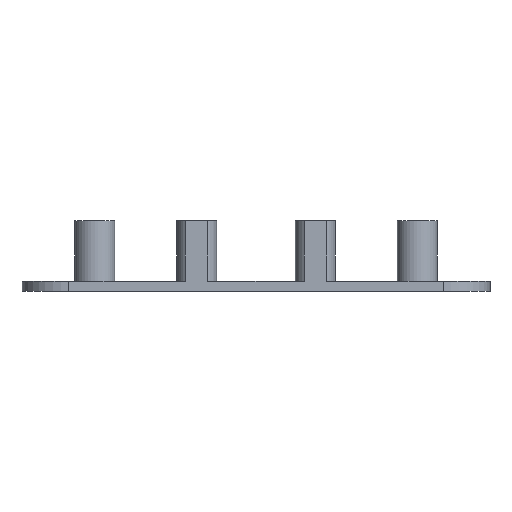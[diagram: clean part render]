
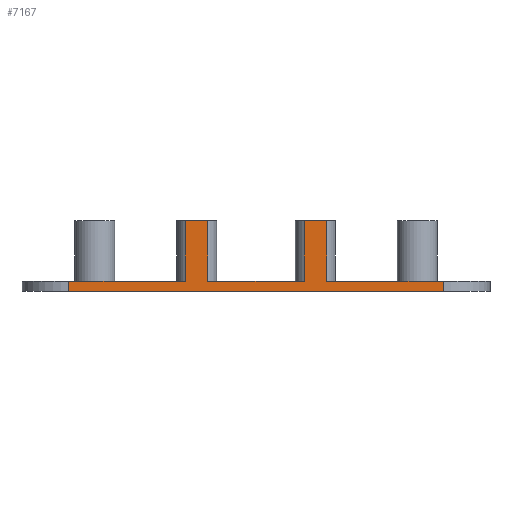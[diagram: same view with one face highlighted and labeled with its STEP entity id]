
A CAD part, front view. The second image highlights one B-rep face of the part: STEP entity #7167.
In plain terms, the highlighted planar face has unit normal (0, -1, 0).
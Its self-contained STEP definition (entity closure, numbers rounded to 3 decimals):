
#540=FACE_OUTER_BOUND('',#936,.T.);
#936=EDGE_LOOP('',(#6178,#6179,#6180,#6181,#6182,#6183,#6184,#6185,#6186,
#6187,#6188,#6189));
#1911=LINE('',#11152,#2854);
#1912=LINE('',#11155,#2855);
#1913=LINE('',#11157,#2856);
#1914=LINE('',#11162,#2857);
#1915=LINE('',#11166,#2858);
#1919=LINE('',#11181,#2862);
#1920=LINE('',#11192,#2863);
#1921=LINE('',#11195,#2864);
#1922=LINE('',#11197,#2865);
#1937=LINE('',#11249,#2880);
#1938=LINE('',#11252,#2881);
#1939=LINE('',#11253,#2882);
#2854=VECTOR('',#9150,10.);
#2855=VECTOR('',#9153,10.);
#2856=VECTOR('',#9156,10.);
#2857=VECTOR('',#9161,10.);
#2858=VECTOR('',#9164,10.);
#2862=VECTOR('',#9176,10.);
#2863=VECTOR('',#9187,10.);
#2864=VECTOR('',#9190,10.);
#2865=VECTOR('',#9193,10.);
#2880=VECTOR('',#9254,10.);
#2881=VECTOR('',#9257,10.);
#2882=VECTOR('',#9258,10.);
#3510=VERTEX_POINT('',#11148);
#3511=VERTEX_POINT('',#11149);
#3512=VERTEX_POINT('',#11151);
#3513=VERTEX_POINT('',#11153);
#3515=VERTEX_POINT('',#11161);
#3516=VERTEX_POINT('',#11163);
#3517=VERTEX_POINT('',#11165);
#3524=VERTEX_POINT('',#11179);
#3529=VERTEX_POINT('',#11191);
#3530=VERTEX_POINT('',#11193);
#3544=VERTEX_POINT('',#11247);
#3545=VERTEX_POINT('',#11251);
#4484=EDGE_CURVE('',#3510,#3512,#1911,.T.);
#4486=EDGE_CURVE('',#3511,#3513,#1912,.T.);
#4487=EDGE_CURVE('',#3512,#3513,#1913,.T.);
#4489=EDGE_CURVE('',#3515,#3511,#1914,.T.);
#4491=EDGE_CURVE('',#3517,#3516,#1915,.T.);
#4499=EDGE_CURVE('',#3510,#3524,#1919,.T.);
#4504=EDGE_CURVE('',#3515,#3529,#1920,.T.);
#4506=EDGE_CURVE('',#3516,#3530,#1921,.T.);
#4507=EDGE_CURVE('',#3529,#3530,#1922,.T.);
#4533=EDGE_CURVE('',#3524,#3544,#1937,.T.);
#4534=EDGE_CURVE('',#3545,#3544,#1938,.T.);
#4535=EDGE_CURVE('',#3517,#3545,#1939,.T.);
#6178=ORIENTED_EDGE('',*,*,#4491,.T.);
#6179=ORIENTED_EDGE('',*,*,#4506,.T.);
#6180=ORIENTED_EDGE('',*,*,#4507,.F.);
#6181=ORIENTED_EDGE('',*,*,#4504,.F.);
#6182=ORIENTED_EDGE('',*,*,#4489,.T.);
#6183=ORIENTED_EDGE('',*,*,#4486,.T.);
#6184=ORIENTED_EDGE('',*,*,#4487,.F.);
#6185=ORIENTED_EDGE('',*,*,#4484,.F.);
#6186=ORIENTED_EDGE('',*,*,#4499,.T.);
#6187=ORIENTED_EDGE('',*,*,#4533,.T.);
#6188=ORIENTED_EDGE('',*,*,#4534,.F.);
#6189=ORIENTED_EDGE('',*,*,#4535,.F.);
#6834=PLANE('',#7552);
#7167=ADVANCED_FACE('',(#540),#6834,.T.);
#7552=AXIS2_PLACEMENT_3D('',#11250,#9255,#9256);
#9150=DIRECTION('',(0.,0.,1.));
#9153=DIRECTION('',(0.,0.,1.));
#9156=DIRECTION('',(1.,0.,0.));
#9161=DIRECTION('',(-1.,0.,0.));
#9164=DIRECTION('',(-1.,0.,0.));
#9176=DIRECTION('',(-1.,0.,0.));
#9187=DIRECTION('',(0.,0.,1.));
#9190=DIRECTION('',(0.,0.,1.));
#9193=DIRECTION('',(1.,0.,0.));
#9254=DIRECTION('',(0.,0.,-1.));
#9255=DIRECTION('center_axis',(0.,-1.,0.));
#9256=DIRECTION('ref_axis',(-1.,0.,0.));
#9257=DIRECTION('',(-1.,0.,0.));
#9258=DIRECTION('',(0.,0.,-1.));
#11148=CARTESIAN_POINT('',(13.582,-5.04,-10.591));
#11149=CARTESIAN_POINT('',(16.898,-5.04,-10.591));
#11151=CARTESIAN_POINT('',(13.582,-5.04,-1.591));
#11152=CARTESIAN_POINT('',(13.582,-5.04,-10.591));
#11153=CARTESIAN_POINT('',(16.898,-5.04,-1.591));
#11155=CARTESIAN_POINT('',(16.898,-5.04,-10.591));
#11157=CARTESIAN_POINT('',(59.13,-5.04,-1.591));
#11161=CARTESIAN_POINT('',(31.362,-5.04,-10.591));
#11162=CARTESIAN_POINT('',(59.13,-5.04,-10.591));
#11163=CARTESIAN_POINT('',(34.678,-5.04,-10.591));
#11165=CARTESIAN_POINT('',(52.13,-5.04,-10.591));
#11166=CARTESIAN_POINT('',(59.13,-5.04,-10.591));
#11179=CARTESIAN_POINT('',(-3.87,-5.04,-10.591));
#11181=CARTESIAN_POINT('',(59.13,-5.04,-10.591));
#11191=CARTESIAN_POINT('',(31.362,-5.04,-1.591));
#11192=CARTESIAN_POINT('',(31.362,-5.04,-10.591));
#11193=CARTESIAN_POINT('',(34.678,-5.04,-1.591));
#11195=CARTESIAN_POINT('',(34.678,-5.04,-10.591));
#11197=CARTESIAN_POINT('',(59.13,-5.04,-1.591));
#11247=CARTESIAN_POINT('',(-3.87,-5.04,-12.091));
#11249=CARTESIAN_POINT('',(-3.87,-5.04,-10.591));
#11250=CARTESIAN_POINT('Origin',(52.13,-5.04,-10.591));
#11251=CARTESIAN_POINT('',(52.13,-5.04,-12.091));
#11252=CARTESIAN_POINT('',(59.13,-5.04,-12.091));
#11253=CARTESIAN_POINT('',(52.13,-5.04,-10.591));
